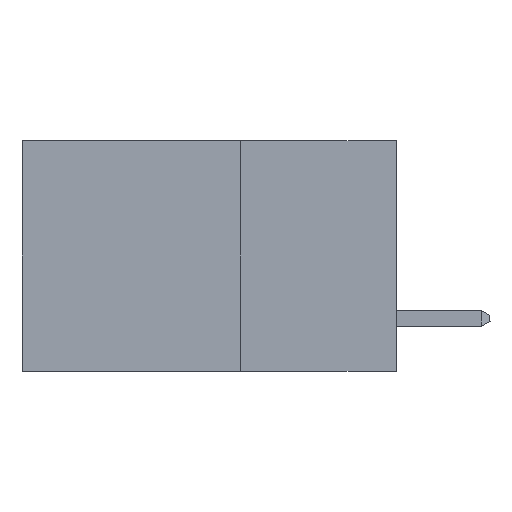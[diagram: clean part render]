
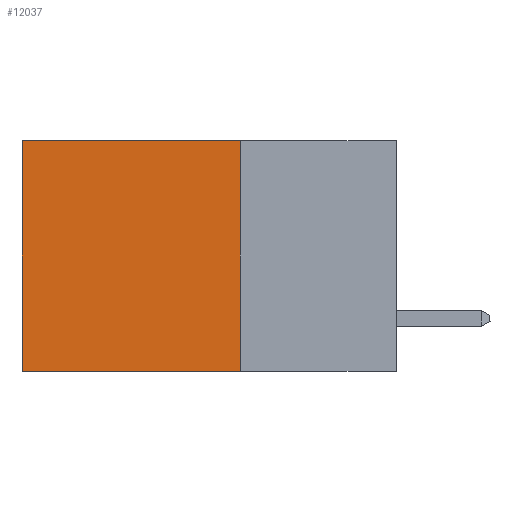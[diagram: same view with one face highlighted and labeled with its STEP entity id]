
A CAD part, left-side view. The second image highlights one B-rep face of the part: STEP entity #12037.
In plain terms, the highlighted planar face has unit normal (-1, 0, 0).
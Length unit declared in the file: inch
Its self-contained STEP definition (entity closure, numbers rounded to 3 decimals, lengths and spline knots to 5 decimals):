
#251 = DIRECTION ( 'NONE',  ( 0., 0., -1. ) ) ;
#926 = CARTESIAN_POINT ( 'NONE',  ( 0.298, 0.6, -0.37 ) ) ;
#1438 = VERTEX_POINT ( 'NONE', #8310 ) ;
#1681 = VERTEX_POINT ( 'NONE', #8335 ) ;
#2121 = CARTESIAN_POINT ( 'NONE',  ( 0.298, 0.25, 0. ) ) ;
#3654 = LINE ( 'NONE', #8382, #15842 ) ;
#4028 = CARTESIAN_POINT ( 'NONE',  ( 0.298, 0.25, -0.37 ) ) ;
#4247 = ORIENTED_EDGE ( 'NONE', *, *, #18141, .F. ) ;
#4855 = ORIENTED_EDGE ( 'NONE', *, *, #15557, .T. ) ;
#5126 = CARTESIAN_POINT ( 'NONE',  ( 0.298, 0.25, -0.37 ) ) ;
#6000 = CARTESIAN_POINT ( 'NONE',  ( 0.298, 0.25, 0. ) ) ;
#6240 = PLANE ( 'NONE',  #7858 ) ;
#6951 = DIRECTION ( 'NONE',  ( 0., 0., -1. ) ) ;
#6977 = ORIENTED_EDGE ( 'NONE', *, *, #9754, .F. ) ;
#7139 = LINE ( 'NONE', #16478, #14479 ) ;
#7588 = EDGE_CURVE ( 'NONE', #1438, #17681, #3654, .T. ) ;
#7858 = AXIS2_PLACEMENT_3D ( 'NONE', #2121, #13433, #9201 ) ;
#8310 = CARTESIAN_POINT ( 'NONE',  ( 0.298, 0.6, 0. ) ) ;
#8335 = CARTESIAN_POINT ( 'NONE',  ( 0.298, 0.25, 0. ) ) ;
#8382 = CARTESIAN_POINT ( 'NONE',  ( 0.298, 0.6, 0. ) ) ;
#9201 = DIRECTION ( 'NONE',  ( 0., 0., -1. ) ) ;
#9754 = EDGE_CURVE ( 'NONE', #17237, #17681, #16894, .T. ) ;
#9873 = ORIENTED_EDGE ( 'NONE', *, *, #7588, .T. ) ;
#10749 = VECTOR ( 'NONE', #251, 39.37008 ) ;
#12008 = VECTOR ( 'NONE', #15721, 39.37008 ) ;
#12037 = ADVANCED_FACE ( 'NONE', ( #14834 ), #6240, .F. ) ;
#12753 = LINE ( 'NONE', #6000, #10749 ) ;
#13433 = DIRECTION ( 'NONE',  ( 1., 0., 0. ) ) ;
#14479 = VECTOR ( 'NONE', #15055, 39.37008 ) ;
#14834 = FACE_OUTER_BOUND ( 'NONE', #16345, .T. ) ;
#15055 = DIRECTION ( 'NONE',  ( 0., 1., 0. ) ) ;
#15557 = EDGE_CURVE ( 'NONE', #1681, #1438, #7139, .T. ) ;
#15721 = DIRECTION ( 'NONE',  ( 0., 1., 0. ) ) ;
#15842 = VECTOR ( 'NONE', #6951, 39.37008 ) ;
#16345 = EDGE_LOOP ( 'NONE', ( #9873, #6977, #4247, #4855 ) ) ;
#16478 = CARTESIAN_POINT ( 'NONE',  ( 0.298, 0.25, 0. ) ) ;
#16894 = LINE ( 'NONE', #5126, #12008 ) ;
#17237 = VERTEX_POINT ( 'NONE', #4028 ) ;
#17681 = VERTEX_POINT ( 'NONE', #926 ) ;
#18141 = EDGE_CURVE ( 'NONE', #1681, #17237, #12753, .T. ) ;
